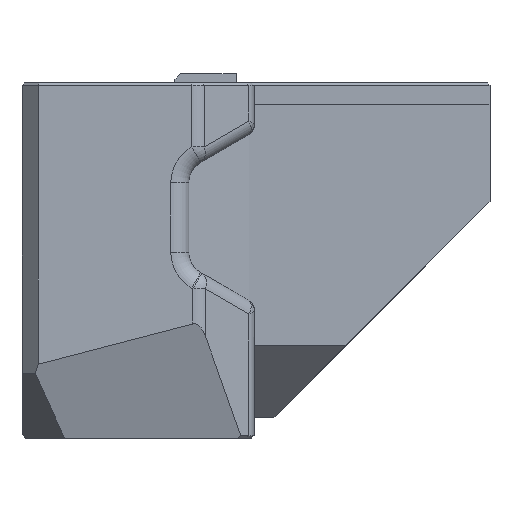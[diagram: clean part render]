
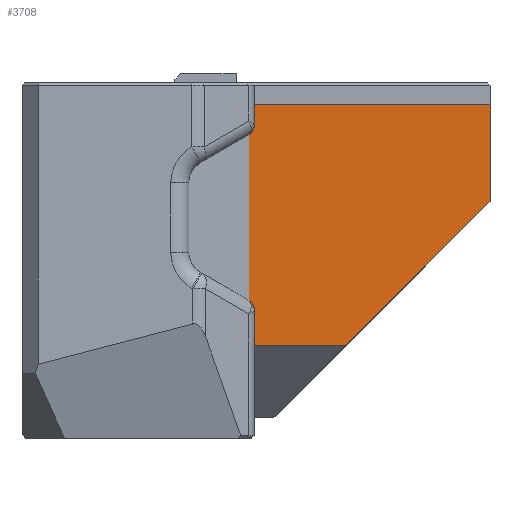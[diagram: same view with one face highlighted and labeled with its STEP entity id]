
A CAD part, left-side view. The second image highlights one B-rep face of the part: STEP entity #3708.
In plain terms, the highlighted planar face has unit normal (-1, 0, 0).
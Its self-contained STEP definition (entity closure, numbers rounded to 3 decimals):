
#262=FACE_OUTER_BOUND('',#496,.T.);
#496=EDGE_LOOP('',(#3117,#3118,#3119,#3120,#3121,#3122,#3123,#3124,#3125));
#627=LINE('',#5311,#1055);
#635=LINE('',#5342,#1063);
#647=LINE('',#5375,#1075);
#824=LINE('',#5766,#1252);
#917=LINE('',#5984,#1345);
#931=LINE('',#6014,#1359);
#932=LINE('',#6016,#1360);
#1055=VECTOR('',#4222,3.985);
#1063=VECTOR('',#4250,2.331);
#1075=VECTOR('',#4284,10.2);
#1252=VECTOR('',#4637,10.8);
#1345=VECTOR('',#4858,26.2);
#1359=VECTOR('',#4892,18.406);
#1360=VECTOR('',#4895,22.628);
#1448=CIRCLE('',#3835,1.2);
#1449=CIRCLE('',#3837,1.2);
#1586=VERTEX_POINT('',#5308);
#1587=VERTEX_POINT('',#5310);
#1599=VERTEX_POINT('',#5339);
#1600=VERTEX_POINT('',#5341);
#1607=VERTEX_POINT('',#5362);
#1608=VERTEX_POINT('',#5366);
#1610=VERTEX_POINT('',#5373);
#1735=VERTEX_POINT('',#5763);
#1736=VERTEX_POINT('',#5765);
#1916=EDGE_CURVE('',#1586,#1587,#627,.T.);
#1931=EDGE_CURVE('',#1599,#1600,#635,.T.);
#1943=EDGE_CURVE('',#1607,#1599,#1448,.T.);
#1944=EDGE_CURVE('',#1587,#1608,#1449,.T.);
#1949=EDGE_CURVE('',#1610,#1586,#647,.T.);
#2144=EDGE_CURVE('',#1735,#1736,#824,.T.);
#2252=EDGE_CURVE('',#1735,#1600,#917,.T.);
#2266=EDGE_CURVE('',#1608,#1607,#931,.T.);
#2267=EDGE_CURVE('',#1736,#1610,#932,.T.);
#3117=ORIENTED_EDGE('',*,*,#2266,.F.);
#3118=ORIENTED_EDGE('',*,*,#1944,.F.);
#3119=ORIENTED_EDGE('',*,*,#1916,.F.);
#3120=ORIENTED_EDGE('',*,*,#1949,.F.);
#3121=ORIENTED_EDGE('',*,*,#2267,.F.);
#3122=ORIENTED_EDGE('',*,*,#2144,.F.);
#3123=ORIENTED_EDGE('',*,*,#2252,.T.);
#3124=ORIENTED_EDGE('',*,*,#1931,.F.);
#3125=ORIENTED_EDGE('',*,*,#1943,.F.);
#3528=PLANE('',#4003);
#3708=ADVANCED_FACE('',(#262),#3528,.T.);
#3835=AXIS2_PLACEMENT_3D('',#5364,#4270,#4271);
#3837=AXIS2_PLACEMENT_3D('',#5367,#4274,#4275);
#4003=AXIS2_PLACEMENT_3D('',#6015,#4893,#4894);
#4222=DIRECTION('',(0.,0.,1.));
#4250=DIRECTION('',(0.,0.,1.));
#4270=DIRECTION('center_axis',(-1.,0.,0.));
#4271=DIRECTION('ref_axis',(0.,0.,1.));
#4274=DIRECTION('center_axis',(-1.,0.,0.));
#4275=DIRECTION('ref_axis',(0.,0.,-1.));
#4284=DIRECTION('',(0.,1.,0.));
#4637=DIRECTION('',(0.,0.,-1.));
#4858=DIRECTION('',(0.,1.,0.));
#4892=DIRECTION('',(0.,0.,1.));
#4893=DIRECTION('center_axis',(-1.,0.,0.));
#4894=DIRECTION('ref_axis',(0.,0.,-1.));
#4895=DIRECTION('',(0.,0.707,-0.707));
#5308=CARTESIAN_POINT('',(-96.044,75.181,-180.766));
#5310=CARTESIAN_POINT('',(-96.044,75.181,-176.781));
#5311=CARTESIAN_POINT('',(-96.044,75.181,-180.766));
#5339=CARTESIAN_POINT('',(-96.044,75.181,-156.297));
#5341=CARTESIAN_POINT('',(-96.044,75.181,-153.966));
#5342=CARTESIAN_POINT('',(-96.044,75.181,-156.297));
#5362=CARTESIAN_POINT('',(-96.044,75.781,-157.336));
#5364=CARTESIAN_POINT('Origin',(-96.044,76.381,-156.297));
#5366=CARTESIAN_POINT('',(-96.044,75.781,-175.742));
#5367=CARTESIAN_POINT('Origin',(-96.044,76.381,-176.781));
#5373=CARTESIAN_POINT('',(-96.044,64.981,-180.766));
#5375=CARTESIAN_POINT('',(-96.044,64.981,-180.766));
#5763=CARTESIAN_POINT('',(-96.044,48.98,-153.966));
#5765=CARTESIAN_POINT('',(-96.044,48.98,-164.766));
#5766=CARTESIAN_POINT('',(-96.044,48.98,-153.966));
#5984=CARTESIAN_POINT('',(-96.044,48.98,-153.966));
#6014=CARTESIAN_POINT('',(-96.044,75.781,-175.742));
#6015=CARTESIAN_POINT('Origin',(-96.044,100.981,-152.666));
#6016=CARTESIAN_POINT('',(-96.044,48.98,-164.766));
